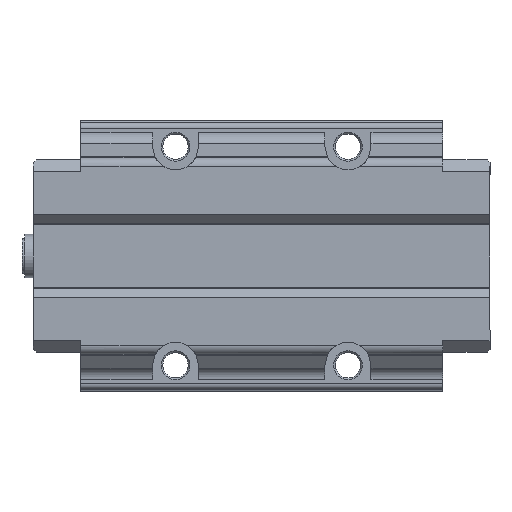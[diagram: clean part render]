
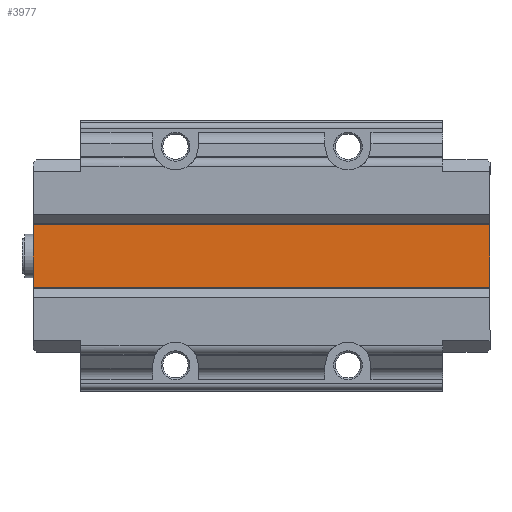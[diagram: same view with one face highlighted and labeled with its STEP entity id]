
A CAD part, front view. The second image highlights one B-rep face of the part: STEP entity #3977.
In plain terms, the highlighted planar face has unit normal (0, -1, 0).
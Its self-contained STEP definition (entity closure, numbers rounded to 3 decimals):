
#35 = VECTOR ( 'NONE', #2760, 1000. ) ;
#165 = ORIENTED_EDGE ( 'NONE', *, *, #367, .T. ) ;
#264 = CARTESIAN_POINT ( 'NONE',  ( 39.7, 10., -5.6 ) ) ;
#367 = EDGE_CURVE ( 'NONE', #2923, #5514, #2101, .T. ) ;
#434 = FACE_OUTER_BOUND ( 'NONE', #2165, .T. ) ;
#490 = CARTESIAN_POINT ( 'NONE',  ( 39.7, 10., -5.6 ) ) ;
#517 = CARTESIAN_POINT ( 'NONE',  ( -39.7, 10., -5.6 ) ) ;
#604 = EDGE_CURVE ( 'NONE', #5514, #2375, #2312, .T. ) ;
#752 = VECTOR ( 'NONE', #3137, 1000. ) ;
#771 = DIRECTION ( 'NONE',  ( 1., 0., 0. ) ) ;
#1013 = LINE ( 'NONE', #1369, #752 ) ;
#1329 = DIRECTION ( 'NONE',  ( 0., -1., 0. ) ) ;
#1369 = CARTESIAN_POINT ( 'NONE',  ( 39.7, 10., 5.6 ) ) ;
#1422 = PLANE ( 'NONE',  #3639 ) ;
#1630 = EDGE_CURVE ( 'NONE', #4729, #2923, #5053, .T. ) ;
#1735 = ORIENTED_EDGE ( 'NONE', *, *, #1630, .T. ) ;
#1941 = ORIENTED_EDGE ( 'NONE', *, *, #604, .T. ) ;
#2101 = LINE ( 'NONE', #264, #4008 ) ;
#2165 = EDGE_LOOP ( 'NONE', ( #1941, #3236, #1735, #165 ) ) ;
#2185 = DIRECTION ( 'NONE',  ( 0., 0., -1. ) ) ;
#2312 = LINE ( 'NONE', #4556, #4481 ) ;
#2345 = DIRECTION ( 'NONE',  ( 0., 0., 1. ) ) ;
#2375 = VERTEX_POINT ( 'NONE', #4897 ) ;
#2760 = DIRECTION ( 'NONE',  ( 0., 0., -1. ) ) ;
#2923 = VERTEX_POINT ( 'NONE', #517 ) ;
#3064 = EDGE_CURVE ( 'NONE', #2375, #4729, #1013, .T. ) ;
#3137 = DIRECTION ( 'NONE',  ( -1., 0., 0. ) ) ;
#3192 = CARTESIAN_POINT ( 'NONE',  ( 39.7, 10., -5.6 ) ) ;
#3236 = ORIENTED_EDGE ( 'NONE', *, *, #3064, .T. ) ;
#3639 = AXIS2_PLACEMENT_3D ( 'NONE', #3192, #1329, #2185 ) ;
#3977 = ADVANCED_FACE ( 'NONE', ( #434 ), #1422, .T. ) ;
#4008 = VECTOR ( 'NONE', #771, 1000. ) ;
#4481 = VECTOR ( 'NONE', #2345, 1000. ) ;
#4556 = CARTESIAN_POINT ( 'NONE',  ( 39.7, 10., -5.6 ) ) ;
#4729 = VERTEX_POINT ( 'NONE', #5338 ) ;
#4897 = CARTESIAN_POINT ( 'NONE',  ( 39.7, 10., 5.6 ) ) ;
#5053 = LINE ( 'NONE', #5447, #35 ) ;
#5338 = CARTESIAN_POINT ( 'NONE',  ( -39.7, 10., 5.6 ) ) ;
#5447 = CARTESIAN_POINT ( 'NONE',  ( -39.7, 10., -5.6 ) ) ;
#5514 = VERTEX_POINT ( 'NONE', #490 ) ;
